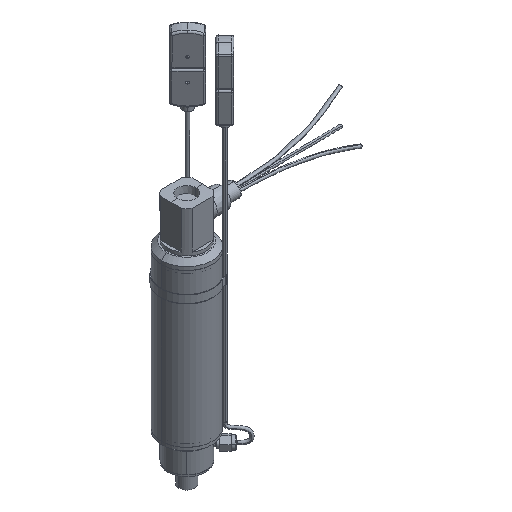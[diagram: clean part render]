
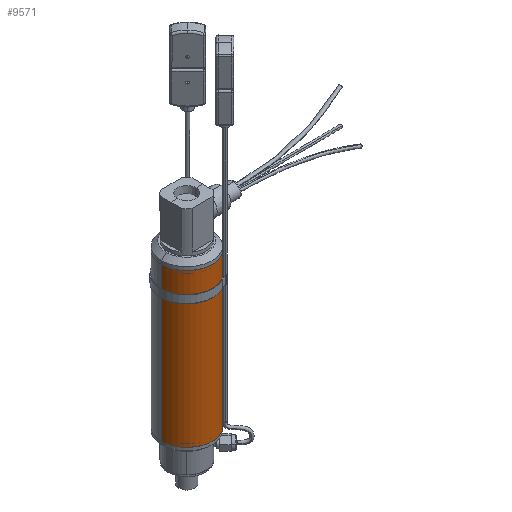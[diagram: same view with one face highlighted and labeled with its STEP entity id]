
A CAD part, isometric view. The second image highlights one B-rep face of the part: STEP entity #9571.
In plain terms, the highlighted cylindrical face has radius 25.4 mm (diameter 50.8 mm), a partial arc.
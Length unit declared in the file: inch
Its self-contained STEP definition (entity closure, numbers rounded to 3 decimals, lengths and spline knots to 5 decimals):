
#1284 = LINE ( 'NONE', #12193, #8165 ) ;
#1523 = ORIENTED_EDGE ( 'NONE', *, *, #11968, .T. ) ;
#1583 = CIRCLE ( 'NONE', #7096, 1. ) ;
#2740 = DIRECTION ( 'NONE',  ( 0., 0., 1. ) ) ;
#2805 = EDGE_CURVE ( 'NONE', #11492, #17186, #1583, .T. ) ;
#3453 = CARTESIAN_POINT ( 'NONE',  ( -1.56891, -0.42328, -8.50276 ) ) ;
#3954 = DIRECTION ( 'NONE',  ( 0., 0., 1. ) ) ;
#4224 = EDGE_CURVE ( 'NONE', #6102, #17186, #17163, .T. ) ;
#4853 = CARTESIAN_POINT ( 'NONE',  ( -0.56891, -0.42328, -14.55276 ) ) ;
#4869 = VERTEX_POINT ( 'NONE', #15461 ) ;
#5487 = ORIENTED_EDGE ( 'NONE', *, *, #4224, .F. ) ;
#5581 = FACE_OUTER_BOUND ( 'NONE', #15883, .T. ) ;
#6102 = VERTEX_POINT ( 'NONE', #14998 ) ;
#6270 = VECTOR ( 'NONE', #6906, 39.37008 ) ;
#6776 = CARTESIAN_POINT ( 'NONE',  ( -1.56891, -0.42328, -14.55276 ) ) ;
#6906 = DIRECTION ( 'NONE',  ( 0., 0., 1. ) ) ;
#7096 = AXIS2_PLACEMENT_3D ( 'NONE', #7866, #7845, #7827 ) ;
#7827 = DIRECTION ( 'NONE',  ( 1., 0., 0. ) ) ;
#7845 = DIRECTION ( 'NONE',  ( 0., 0., -1. ) ) ;
#7866 = CARTESIAN_POINT ( 'NONE',  ( -0.56891, -0.42328, -8.50276 ) ) ;
#8165 = VECTOR ( 'NONE', #3954, 39.37008 ) ;
#8983 = CIRCLE ( 'NONE', #14559, 1. ) ;
#9571 = ADVANCED_FACE ( 'NONE', ( #5581 ), #15206, .T. ) ;
#11001 = CARTESIAN_POINT ( 'NONE',  ( -0.56891, -0.42328, -14.55276 ) ) ;
#11492 = VERTEX_POINT ( 'NONE', #15346 ) ;
#11968 = EDGE_CURVE ( 'NONE', #4869, #11492, #1284, .T. ) ;
#12193 = CARTESIAN_POINT ( 'NONE',  ( 0.43109, -0.42328, -14.55276 ) ) ;
#12366 = DIRECTION ( 'NONE',  ( 1., 0., 0. ) ) ;
#13057 = DIRECTION ( 'NONE',  ( 1., 0., 0. ) ) ;
#13675 = EDGE_CURVE ( 'NONE', #6102, #4869, #8983, .T. ) ;
#14559 = AXIS2_PLACEMENT_3D ( 'NONE', #11001, #2740, #12366 ) ;
#14998 = CARTESIAN_POINT ( 'NONE',  ( -1.56891, -0.42328, -14.55276 ) ) ;
#15206 = CYLINDRICAL_SURFACE ( 'NONE', #15580, 1. ) ;
#15346 = CARTESIAN_POINT ( 'NONE',  ( 0.43109, -0.42328, -8.50276 ) ) ;
#15461 = CARTESIAN_POINT ( 'NONE',  ( 0.43109, -0.42328, -14.55276 ) ) ;
#15580 = AXIS2_PLACEMENT_3D ( 'NONE', #4853, #15789, #13057 ) ;
#15789 = DIRECTION ( 'NONE',  ( 0., 0., 1. ) ) ;
#15883 = EDGE_LOOP ( 'NONE', ( #5487, #16749, #1523, #16540 ) ) ;
#16540 = ORIENTED_EDGE ( 'NONE', *, *, #2805, .T. ) ;
#16749 = ORIENTED_EDGE ( 'NONE', *, *, #13675, .T. ) ;
#17163 = LINE ( 'NONE', #6776, #6270 ) ;
#17186 = VERTEX_POINT ( 'NONE', #3453 ) ;
